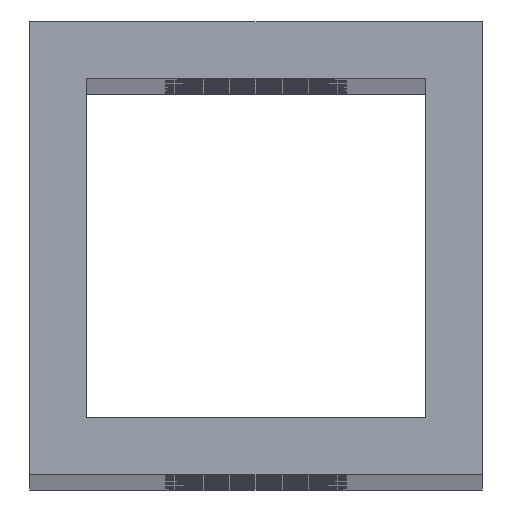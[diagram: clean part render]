
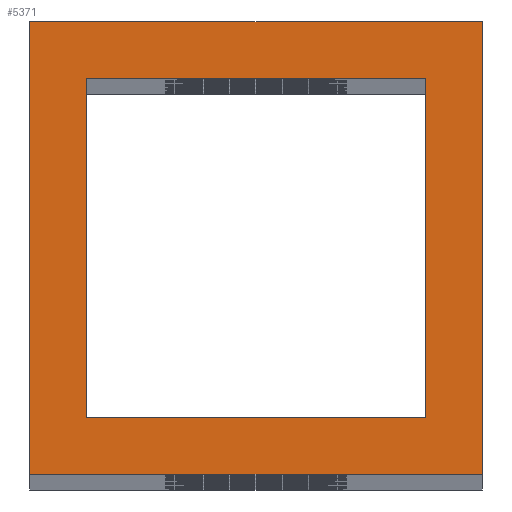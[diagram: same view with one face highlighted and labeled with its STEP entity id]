
A CAD part, top view. The second image highlights one B-rep face of the part: STEP entity #5371.
In plain terms, the highlighted planar face has unit normal (0, 0, 1).
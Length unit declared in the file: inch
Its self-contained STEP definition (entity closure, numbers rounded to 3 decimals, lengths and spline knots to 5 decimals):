
#5 = CARTESIAN_POINT ( 'NONE',  ( 0.0625, 0.4375, 10. ) ) ;
#48 = VERTEX_POINT ( 'NONE', #5491 ) ;
#62 = EDGE_CURVE ( 'NONE', #363, #3081, #6082, .T. ) ;
#85 = VECTOR ( 'NONE', #4978, 39.37008 ) ;
#304 = VECTOR ( 'NONE', #510, 39.37008 ) ;
#363 = VERTEX_POINT ( 'NONE', #1604 ) ;
#510 = DIRECTION ( 'NONE',  ( 0., -1., 0. ) ) ;
#796 = CARTESIAN_POINT ( 'NONE',  ( 0.0625, 0.0625, 10. ) ) ;
#922 = LINE ( 'NONE', #4798, #85 ) ;
#1112 = EDGE_CURVE ( 'NONE', #3081, #1534, #4241, .T. ) ;
#1248 = EDGE_LOOP ( 'NONE', ( #4519, #5906, #4014, #1651 ) ) ;
#1534 = VERTEX_POINT ( 'NONE', #796 ) ;
#1604 = CARTESIAN_POINT ( 'NONE',  ( 0.4375, 0.4375, 10. ) ) ;
#1651 = ORIENTED_EDGE ( 'NONE', *, *, #4025, .F. ) ;
#1689 = VERTEX_POINT ( 'NONE', #2599 ) ;
#1715 = CARTESIAN_POINT ( 'NONE',  ( 0.4375, 0.0625, 10. ) ) ;
#1759 = ORIENTED_EDGE ( 'NONE', *, *, #3185, .T. ) ;
#1932 = VECTOR ( 'NONE', #6042, 39.37008 ) ;
#2159 = LINE ( 'NONE', #4173, #1932 ) ;
#2386 = VERTEX_POINT ( 'NONE', #5927 ) ;
#2415 = PLANE ( 'NONE',  #3758 ) ;
#2475 = ORIENTED_EDGE ( 'NONE', *, *, #5017, .T. ) ;
#2599 = CARTESIAN_POINT ( 'NONE',  ( 0.5, 0., 10. ) ) ;
#2767 = DIRECTION ( 'NONE',  ( 1., 0., 0. ) ) ;
#3020 = CARTESIAN_POINT ( 'NONE',  ( 0., 0.5, 10. ) ) ;
#3043 = CARTESIAN_POINT ( 'NONE',  ( 0., 0., 10. ) ) ;
#3047 = CARTESIAN_POINT ( 'NONE',  ( 0.0625, 0.4375, 10. ) ) ;
#3050 = DIRECTION ( 'NONE',  ( 0., 1., 0. ) ) ;
#3081 = VERTEX_POINT ( 'NONE', #3297 ) ;
#3185 = EDGE_CURVE ( 'NONE', #2386, #1689, #5934, .T. ) ;
#3297 = CARTESIAN_POINT ( 'NONE',  ( 0.0625, 0.4375, 10. ) ) ;
#3428 = VECTOR ( 'NONE', #3582, 39.37008 ) ;
#3582 = DIRECTION ( 'NONE',  ( -1., 0., 0. ) ) ;
#3691 = CARTESIAN_POINT ( 'NONE',  ( 0.0625, 0.0625, 10. ) ) ;
#3758 = AXIS2_PLACEMENT_3D ( 'NONE', #4359, #6290, #4861 ) ;
#4014 = ORIENTED_EDGE ( 'NONE', *, *, #5829, .F. ) ;
#4025 = EDGE_CURVE ( 'NONE', #1534, #5551, #6106, .T. ) ;
#4118 = EDGE_CURVE ( 'NONE', #5813, #2386, #4451, .T. ) ;
#4173 = CARTESIAN_POINT ( 'NONE',  ( 0.5, 0., 10. ) ) ;
#4241 = LINE ( 'NONE', #5, #5965 ) ;
#4255 = ORIENTED_EDGE ( 'NONE', *, *, #4375, .T. ) ;
#4359 = CARTESIAN_POINT ( 'NONE',  ( 0., 0., 10. ) ) ;
#4375 = EDGE_CURVE ( 'NONE', #48, #5813, #922, .T. ) ;
#4394 = FACE_OUTER_BOUND ( 'NONE', #5026, .T. ) ;
#4400 = DIRECTION ( 'NONE',  ( 0., -1., 0. ) ) ;
#4435 = DIRECTION ( 'NONE',  ( 1., 0., 0. ) ) ;
#4436 = VECTOR ( 'NONE', #2767, 39.37008 ) ;
#4451 = LINE ( 'NONE', #4900, #304 ) ;
#4478 = CARTESIAN_POINT ( 'NONE',  ( 0.4375, 0.4375, 10. ) ) ;
#4519 = ORIENTED_EDGE ( 'NONE', *, *, #1112, .F. ) ;
#4793 = ORIENTED_EDGE ( 'NONE', *, *, #4118, .T. ) ;
#4798 = CARTESIAN_POINT ( 'NONE',  ( 0., 0.5, 10. ) ) ;
#4861 = DIRECTION ( 'NONE',  ( -1., 0., 0. ) ) ;
#4900 = CARTESIAN_POINT ( 'NONE',  ( 0., 0., 10. ) ) ;
#4978 = DIRECTION ( 'NONE',  ( -1., 0., 0. ) ) ;
#5017 = EDGE_CURVE ( 'NONE', #1689, #48, #2159, .T. ) ;
#5026 = EDGE_LOOP ( 'NONE', ( #4793, #1759, #2475, #4255 ) ) ;
#5178 = VECTOR ( 'NONE', #3050, 39.37008 ) ;
#5302 = FACE_BOUND ( 'NONE', #1248, .T. ) ;
#5357 = LINE ( 'NONE', #4478, #5178 ) ;
#5371 = ADVANCED_FACE ( 'NONE', ( #4394, #5302 ), #2415, .F. ) ;
#5461 = VECTOR ( 'NONE', #4435, 39.37008 ) ;
#5491 = CARTESIAN_POINT ( 'NONE',  ( 0.5, 0.5, 10. ) ) ;
#5551 = VERTEX_POINT ( 'NONE', #1715 ) ;
#5813 = VERTEX_POINT ( 'NONE', #3020 ) ;
#5829 = EDGE_CURVE ( 'NONE', #5551, #363, #5357, .T. ) ;
#5906 = ORIENTED_EDGE ( 'NONE', *, *, #62, .F. ) ;
#5927 = CARTESIAN_POINT ( 'NONE',  ( 0., 0., 10. ) ) ;
#5934 = LINE ( 'NONE', #3043, #5461 ) ;
#5965 = VECTOR ( 'NONE', #4400, 39.37008 ) ;
#6042 = DIRECTION ( 'NONE',  ( 0., 1., 0. ) ) ;
#6082 = LINE ( 'NONE', #3047, #3428 ) ;
#6106 = LINE ( 'NONE', #3691, #4436 ) ;
#6290 = DIRECTION ( 'NONE',  ( 0., 0., -1. ) ) ;
